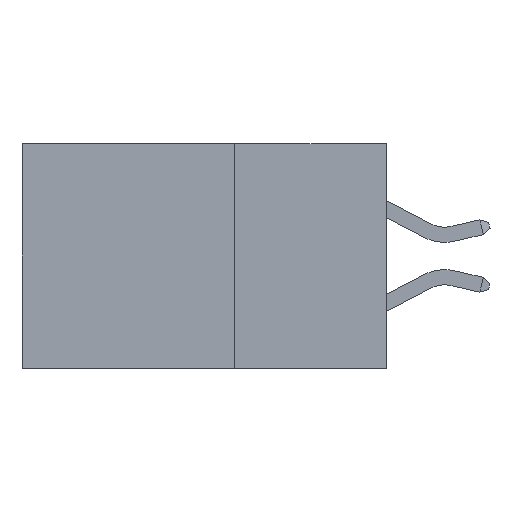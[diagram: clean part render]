
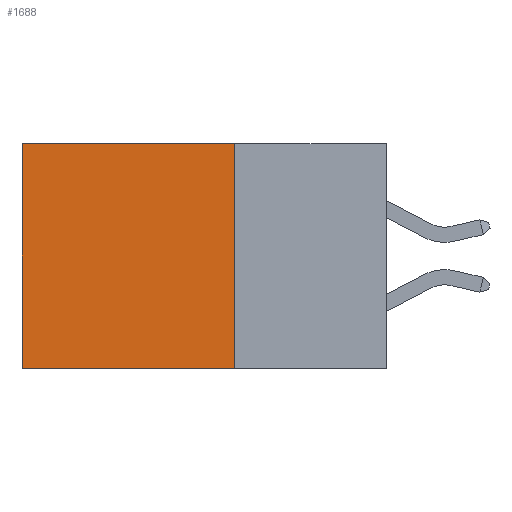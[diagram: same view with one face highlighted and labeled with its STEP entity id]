
A CAD part, left-side view. The second image highlights one B-rep face of the part: STEP entity #1688.
In plain terms, the highlighted planar face has unit normal (-1, 0, 0).
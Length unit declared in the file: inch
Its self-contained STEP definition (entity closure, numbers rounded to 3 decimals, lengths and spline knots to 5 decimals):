
#135 = CARTESIAN_POINT ( 'NONE',  ( 0.298, 0.6, 0. ) ) ;
#156 = VERTEX_POINT ( 'NONE', #8494 ) ;
#340 = ORIENTED_EDGE ( 'NONE', *, *, #5759, .F. ) ;
#428 = VERTEX_POINT ( 'NONE', #7088 ) ;
#602 = CARTESIAN_POINT ( 'NONE',  ( 0.298, 0.6, 0. ) ) ;
#743 = ORIENTED_EDGE ( 'NONE', *, *, #3977, .F. ) ;
#1378 = EDGE_CURVE ( 'NONE', #10164, #156, #6606, .T. ) ;
#1688 = ADVANCED_FACE ( 'NONE', ( #14118 ), #13146, .F. ) ;
#1968 = DIRECTION ( 'NONE',  ( 1., 0., 0. ) ) ;
#2146 = DIRECTION ( 'NONE',  ( 0., 0., -1. ) ) ;
#2215 = CARTESIAN_POINT ( 'NONE',  ( 0.298, 0.25, 0. ) ) ;
#2748 = CARTESIAN_POINT ( 'NONE',  ( 0.298, 0.25, 0. ) ) ;
#3245 = EDGE_LOOP ( 'NONE', ( #10240, #743, #340, #13051 ) ) ;
#3471 = VECTOR ( 'NONE', #6520, 39.37008 ) ;
#3910 = AXIS2_PLACEMENT_3D ( 'NONE', #2215, #1968, #2146 ) ;
#3977 = EDGE_CURVE ( 'NONE', #9337, #156, #5120, .T. ) ;
#4755 = VECTOR ( 'NONE', #7386, 39.37008 ) ;
#5064 = VECTOR ( 'NONE', #11427, 39.37008 ) ;
#5120 = LINE ( 'NONE', #5539, #4755 ) ;
#5539 = CARTESIAN_POINT ( 'NONE',  ( 0.298, 0.25, -0.37 ) ) ;
#5660 = CARTESIAN_POINT ( 'NONE',  ( 0.298, 0.25, 0. ) ) ;
#5759 = EDGE_CURVE ( 'NONE', #428, #9337, #8082, .T. ) ;
#6520 = DIRECTION ( 'NONE',  ( 0., 0., -1. ) ) ;
#6606 = LINE ( 'NONE', #135, #3471 ) ;
#6801 = DIRECTION ( 'NONE',  ( 0., 1., 0. ) ) ;
#7088 = CARTESIAN_POINT ( 'NONE',  ( 0.298, 0.25, 0. ) ) ;
#7161 = VECTOR ( 'NONE', #6801, 39.37008 ) ;
#7255 = CARTESIAN_POINT ( 'NONE',  ( 0.298, 0.25, -0.37 ) ) ;
#7386 = DIRECTION ( 'NONE',  ( 0., 1., 0. ) ) ;
#8082 = LINE ( 'NONE', #2748, #5064 ) ;
#8494 = CARTESIAN_POINT ( 'NONE',  ( 0.298, 0.6, -0.37 ) ) ;
#9337 = VERTEX_POINT ( 'NONE', #7255 ) ;
#9704 = LINE ( 'NONE', #5660, #7161 ) ;
#10164 = VERTEX_POINT ( 'NONE', #602 ) ;
#10240 = ORIENTED_EDGE ( 'NONE', *, *, #1378, .T. ) ;
#11427 = DIRECTION ( 'NONE',  ( 0., 0., -1. ) ) ;
#13051 = ORIENTED_EDGE ( 'NONE', *, *, #14631, .T. ) ;
#13146 = PLANE ( 'NONE',  #3910 ) ;
#14118 = FACE_OUTER_BOUND ( 'NONE', #3245, .T. ) ;
#14631 = EDGE_CURVE ( 'NONE', #428, #10164, #9704, .T. ) ;
